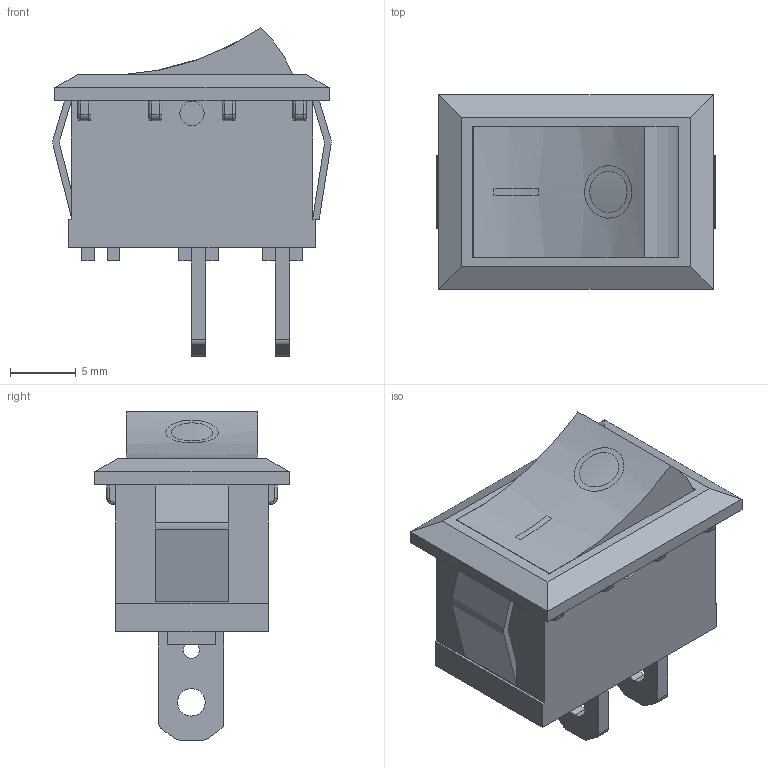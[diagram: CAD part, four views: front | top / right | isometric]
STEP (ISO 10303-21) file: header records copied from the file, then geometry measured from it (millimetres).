
FILE_DESCRIPTION (( 'STEP AP203' ), '1' );
FILE_NAME ('Switch Montaj.STEP', '2021-07-17T20:10:56', ( '' ), ( '' ), 'SwSTEP 2.0', 'SolidWorks 2020', '' );
FILE_SCHEMA (( 'CONFIG_CONTROL_DESIGN' ));
Length unit declared in the file: millimetre
Products named in the file (3): Switch A蔂a Kapama; Switch Montaj; Switch
Assembly tree (2 placements, depth 2):
  Switch Montaj
    Switch
    Switch A蔂a Kapama
Bounding box: 21.23 x 14.85 x 25.02 mm (x, y, z)
Volume: 3315.7 mm3; surface area: 2813.8 mm2
Topology: 2 solids, 2 shells, 199 faces, 542 edges, 350 vertices
Faces by surface type: plane 112, cylinder 71, torus 16
Entity records: 6673 total; most frequent: CARTESIAN_POINT 1180, DIRECTION 1102, ORIENTED_EDGE 1084, EDGE_CURVE 542, VECTOR 382, LINE 382, AXIS2_PLACEMENT_3D 360, VERTEX_POINT 350
